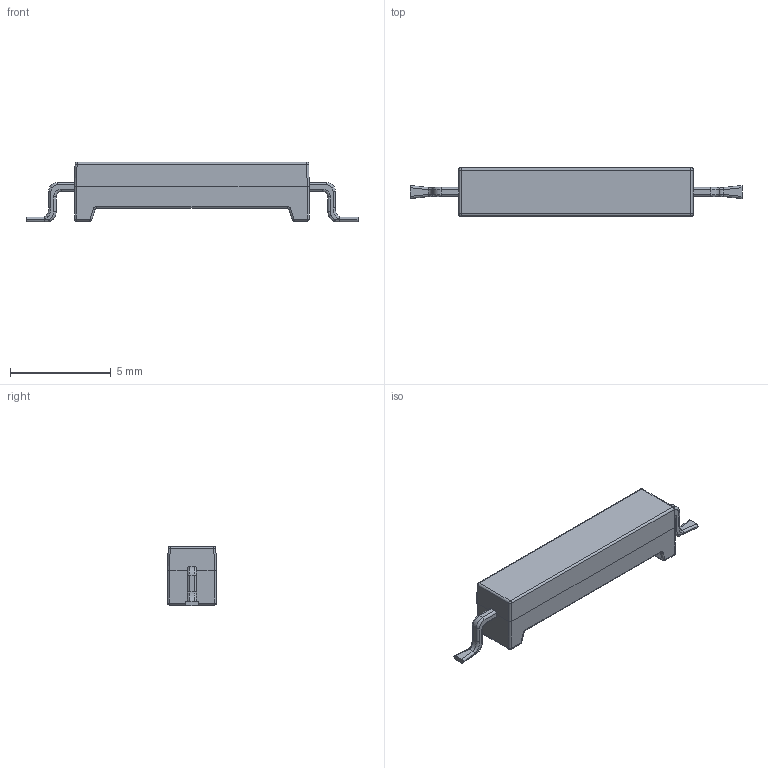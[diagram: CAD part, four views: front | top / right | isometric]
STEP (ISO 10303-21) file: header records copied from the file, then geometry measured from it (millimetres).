
FILE_DESCRIPTION(/* description */ (''),/* implementation_level */ '2;1');
FILE_NAME(/* name */ 'Coto Technology - CT10 - L16.26mm.step',/* time_stamp */ '2019-12-02T16:18:13+00:00',/* author */ (''),/* organization */ (''),/* preprocessor_version */ 'ST-DEVELOPER v18',/* originating_system */ 'Autodesk Translation Framework v8.12.0.6',/* authorisation */ '');
FILE_SCHEMA (('AUTOMOTIVE_DESIGN { 1 0 10303 214 3 1 1 }'));
Length unit declared in the file: millimetre
Products named in the file (1): Coto Technology - CT10 - L16.26mm
Bounding box: 16.46 x 2.41 x 2.95 mm (x, y, z)
Volume: 67.4 mm3; surface area: 134.8 mm2
Topology: 1 solids, 1 shells, 132 faces, 306 edges, 176 vertices
Faces by surface type: cylinder 60, plane 36, sphere 12, torus 12, bspline 12
Entity records: 4666 total; most frequent: CARTESIAN_POINT 1610, DIRECTION 628, ORIENTED_EDGE 612, EDGE_CURVE 306, AXIS2_PLACEMENT_3D 233, VERTEX_POINT 176, LINE 162, VECTOR 162
